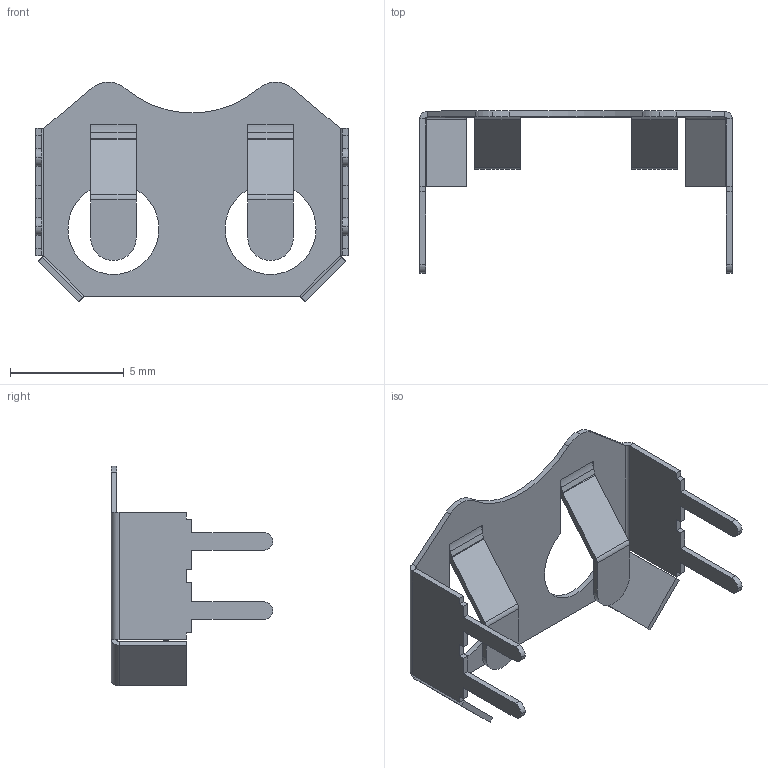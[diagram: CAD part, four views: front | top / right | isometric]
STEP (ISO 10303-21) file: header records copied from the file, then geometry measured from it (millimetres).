
FILE_DESCRIPTION (( 'STEP AP214' ), '1' );
FILE_NAME ('BK-917.STEP', '2019-10-21T22:22:57', ( '' ), ( '' ), 'SwSTEP 2.0', 'SolidWorks 2017', '' );
FILE_SCHEMA (( 'AUTOMOTIVE_DESIGN' ));
Length unit declared in the file: millimetre
Products named in the file (1): BK-917
Bounding box: 13.72 x 7.11 x 9.65 mm (x, y, z)
Volume: 41.2 mm3; surface area: 369 mm2
Topology: 1 solids, 1 shells, 144 faces, 346 edges, 204 vertices
Faces by surface type: plane 105, cylinder 39
Entity records: 4110 total; most frequent: DIRECTION 714, CARTESIAN_POINT 695, ORIENTED_EDGE 692, EDGE_CURVE 346, VECTOR 268, LINE 268, AXIS2_PLACEMENT_3D 223, VERTEX_POINT 204
